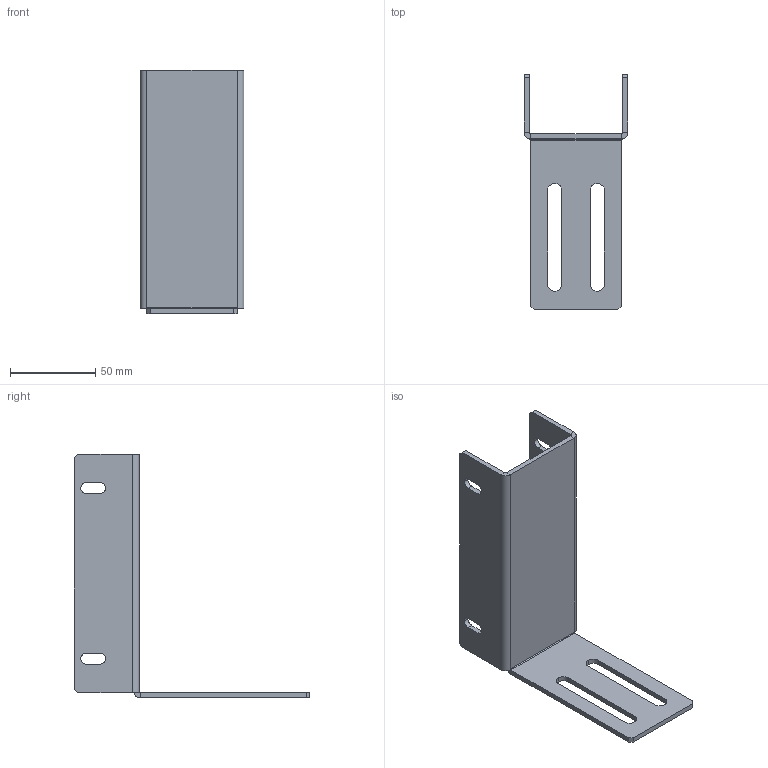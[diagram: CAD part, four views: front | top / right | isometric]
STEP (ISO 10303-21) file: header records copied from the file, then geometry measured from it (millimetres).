
FILE_DESCRIPTION (( 'STEP AP214' ), '1' );
FILE_NAME ('LIMAX2 MW.STEP', '2013-05-06T06:55:54', ( '' ), ( '' ), 'SwSTEP 2.0', 'SolidWorks 2013', '' );
FILE_SCHEMA (( 'AUTOMOTIVE_DESIGN' ));
Length unit declared in the file: millimetre
Products named in the file (1): LIMAX2 MW
Bounding box: 61 x 138 x 143 mm (x, y, z)
Volume: 66196.5 mm3; surface area: 47591.3 mm2
Topology: 1 solids, 1 shells, 68 faces, 176 edges, 110 vertices
Faces by surface type: plane 44, cylinder 24
Entity records: 2112 total; most frequent: DIRECTION 364, CARTESIAN_POINT 355, ORIENTED_EDGE 352, EDGE_CURVE 176, LINE 126, VECTOR 126, AXIS2_PLACEMENT_3D 119, VERTEX_POINT 110
